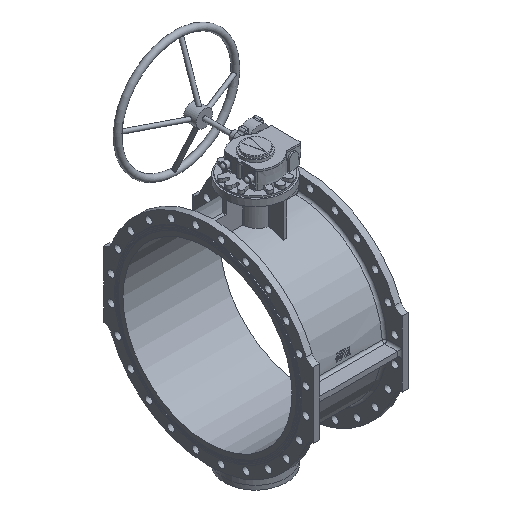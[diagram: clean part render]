
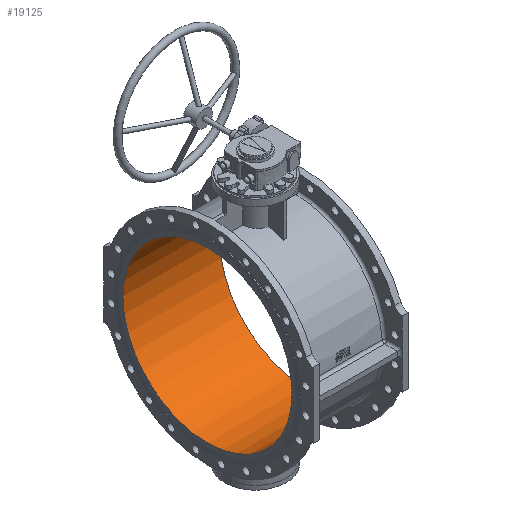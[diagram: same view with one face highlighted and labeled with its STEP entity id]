
A CAD part, isometric view. The second image highlights one B-rep face of the part: STEP entity #19125.
In plain terms, the highlighted cylindrical face has radius 409.5 mm (diameter 819 mm), a full revolution.
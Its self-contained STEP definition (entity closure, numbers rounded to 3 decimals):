
#3026 = CIRCLE ( 'NONE', #29857, 409.5 ) ;
#3075 = CIRCLE ( 'NONE', #29893, 409.5 ) ;
#3208 = VERTEX_POINT ( 'NONE', #12618 ) ;
#3239 = VERTEX_POINT ( 'NONE', #12649 ) ;
#12063 = CARTESIAN_POINT ( 'NONE',  ( 235., 0., 0. ) ) ;
#12064 = DIRECTION ( 'NONE',  ( -1., 0., 0. ) ) ;
#12065 = DIRECTION ( 'NONE',  ( 0., 0., 1. ) ) ;
#12182 = CARTESIAN_POINT ( 'NONE',  ( -235., 0., 0. ) ) ;
#12183 = DIRECTION ( 'NONE',  ( -1., 0., 0. ) ) ;
#12184 = DIRECTION ( 'NONE',  ( 0., 0., 1. ) ) ;
#12618 = CARTESIAN_POINT ( 'NONE',  ( 235., 0., 409.5 ) ) ;
#12649 = CARTESIAN_POINT ( 'NONE',  ( -235., 0., 409.5 ) ) ;
#16918 = EDGE_LOOP ( 'NONE', ( #20113 ) ) ;
#16944 = EDGE_LOOP ( 'NONE', ( #20114 ) ) ;
#18948 = AXIS2_PLACEMENT_3D ( 'NONE', #28901, #28897, #28898 ) ;
#19125 = ADVANCED_FACE ( 'NONE', ( #26567, #26570 ), #26572, .F. ) ;
#20113 = ORIENTED_EDGE ( 'NONE', *, *, #21584, .T. ) ;
#20114 = ORIENTED_EDGE ( 'NONE', *, *, #21542, .F. ) ;
#21542 = EDGE_CURVE ( 'NONE', #3208, #3208, #3026, .T. ) ;
#21584 = EDGE_CURVE ( 'NONE', #3239, #3239, #3075, .T. ) ;
#26567 = FACE_OUTER_BOUND ( 'NONE', #16918, .T. ) ;
#26570 = FACE_OUTER_BOUND ( 'NONE', #16944, .T. ) ;
#26572 = CYLINDRICAL_SURFACE ( 'NONE', #18948, 409.5 ) ;
#28897 = DIRECTION ( 'NONE',  ( -1., 0., 0. ) ) ;
#28898 = DIRECTION ( 'NONE',  ( 0., 0., 1. ) ) ;
#28901 = CARTESIAN_POINT ( 'NONE',  ( 0., 0., 0. ) ) ;
#29857 = AXIS2_PLACEMENT_3D ( 'NONE', #12063, #12064, #12065 ) ;
#29893 = AXIS2_PLACEMENT_3D ( 'NONE', #12182, #12183, #12184 ) ;
